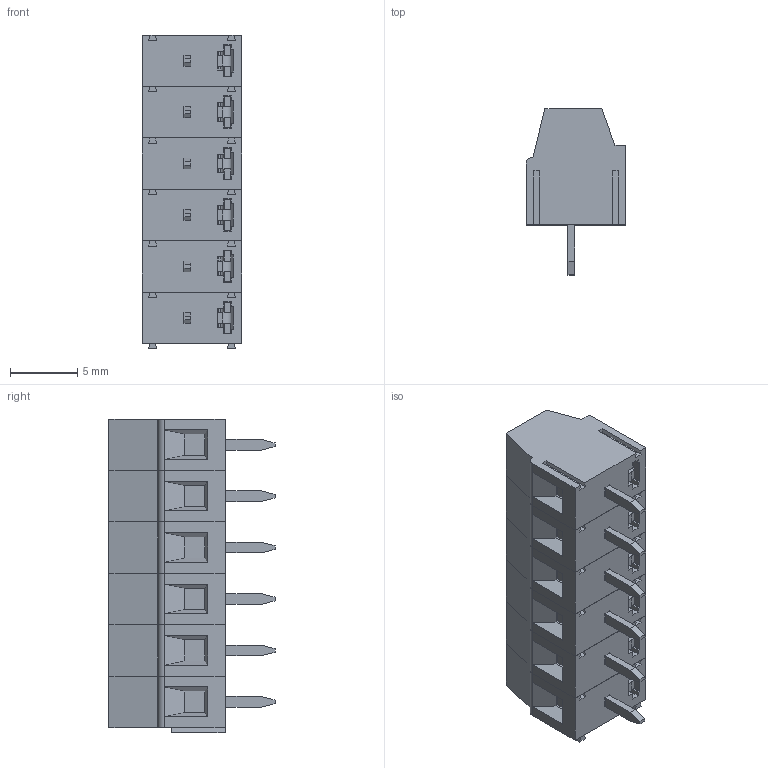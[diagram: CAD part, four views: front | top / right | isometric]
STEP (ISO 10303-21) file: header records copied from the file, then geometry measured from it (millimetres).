
FILE_DESCRIPTION(('STEP AP242'),'1');
FILE_NAME('20020327d061b01lf.stp','2024-10-28T14:50:54',('TraceParts'),('TraceParts S.A.'),'Spatial InterOp 3D',' ',' ');
FILE_SCHEMA(('AP242_MANAGED_MODEL_BASED_3D_ENGINEERING_MIM_LF {1 0 10303 442 1 1 4}'));
Length unit declared in the file: millimetre
Products named in the file (1): 20020327d061b01lf_1
Bounding box: 7.4 x 12.31 x 23.26 mm (x, y, z)
Volume: 1156.9 mm3; surface area: 2047.5 mm2
Topology: 14 solids, 14 shells, 690 faces, 1800 edges, 1144 vertices
Faces by surface type: plane 570, cylinder 108, cone 12
Entity records: 20859 total; most frequent: CARTESIAN_POINT 3648, ORIENTED_EDGE 3600, DIRECTION 3448, EDGE_CURVE 1800, LINE 1560, VECTOR 1560, VERTEX_POINT 1144, AXIS2_PLACEMENT_3D 944
